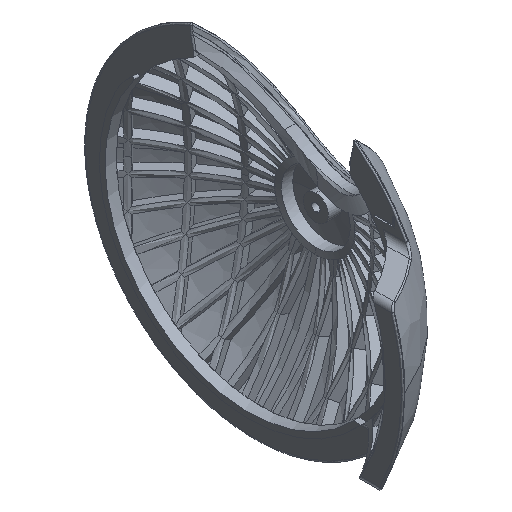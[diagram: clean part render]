
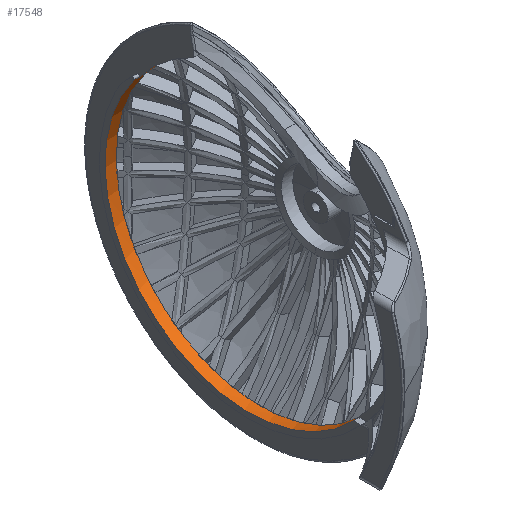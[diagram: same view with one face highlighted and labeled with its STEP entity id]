
A CAD part, isometric view. The second image highlights one B-rep face of the part: STEP entity #17548.
In plain terms, the highlighted cylindrical face has radius 50.964 mm (diameter 101.927 mm), a partial arc.
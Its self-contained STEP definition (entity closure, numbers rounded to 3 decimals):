
#327 = CARTESIAN_POINT ( 'NONE',  ( 52.2, -37.045, -35. ) ) ;
#470 = AXIS2_PLACEMENT_3D ( 'NONE', #22681, #10484, #24721 ) ;
#707 = DIRECTION ( 'NONE',  ( -1., 0., 0. ) ) ;
#936 = EDGE_CURVE ( 'NONE', #2111, #8024, #9230, .T. ) ;
#1163 = VERTEX_POINT ( 'NONE', #2422 ) ;
#1262 = EDGE_CURVE ( 'NONE', #2111, #9601, #7340, .T. ) ;
#1429 = AXIS2_PLACEMENT_3D ( 'NONE', #19798, #7607, #21868 ) ;
#2111 = VERTEX_POINT ( 'NONE', #12556 ) ;
#2162 = CARTESIAN_POINT ( 'NONE',  ( 50.2, -33.78, 38.16 ) ) ;
#2422 = CARTESIAN_POINT ( 'NONE',  ( 48.2, -37.045, -35. ) ) ;
#4561 = CARTESIAN_POINT ( 'NONE',  ( 52.2, -33.78, 38.16 ) ) ;
#5032 = CARTESIAN_POINT ( 'NONE',  ( 50.2, 40.762, 30.59 ) ) ;
#5071 = AXIS2_PLACEMENT_3D ( 'NONE', #6391, #20701, #8496 ) ;
#5208 = EDGE_CURVE ( 'NONE', #1163, #26604, #25048, .T. ) ;
#6391 = CARTESIAN_POINT ( 'NONE',  ( 48.2, 0., 0. ) ) ;
#6473 = CARTESIAN_POINT ( 'NONE',  ( 48.2, 40.762, 30.59 ) ) ;
#6484 = EDGE_CURVE ( 'NONE', #9601, #23402, #20130, .T. ) ;
#6700 = LINE ( 'NONE', #25318, #7082 ) ;
#6741 = EDGE_LOOP ( 'NONE', ( #12447, #12877, #13468, #14088, #14669, #15280, #15607, #15953 ) ) ;
#7042 = VECTOR ( 'NONE', #26651, 1000. ) ;
#7082 = VECTOR ( 'NONE', #13104, 1000. ) ;
#7197 = VERTEX_POINT ( 'NONE', #2162 ) ;
#7340 = LINE ( 'NONE', #26626, #7042 ) ;
#7570 = VERTEX_POINT ( 'NONE', #15883 ) ;
#7607 = DIRECTION ( 'NONE',  ( -1., 0., 0. ) ) ;
#7899 = CIRCLE ( 'NONE', #470, 50.964 ) ;
#7957 = EDGE_CURVE ( 'NONE', #26604, #8024, #16008, .T. ) ;
#8024 = VERTEX_POINT ( 'NONE', #5032 ) ;
#8496 = DIRECTION ( 'NONE',  ( 0., 0., 1. ) ) ;
#8529 = AXIS2_PLACEMENT_3D ( 'NONE', #21546, #707, #15352 ) ;
#9044 = CARTESIAN_POINT ( 'NONE',  ( 52.2, 40.762, 30.59 ) ) ;
#9230 = CIRCLE ( 'NONE', #14871, 50.964 ) ;
#9601 = VERTEX_POINT ( 'NONE', #20533 ) ;
#10484 = DIRECTION ( 'NONE',  ( -1., 0., 0. ) ) ;
#11853 = EDGE_CURVE ( 'NONE', #7197, #23402, #6700, .T. ) ;
#12447 = ORIENTED_EDGE ( 'NONE', *, *, #11853, .T. ) ;
#12556 = CARTESIAN_POINT ( 'NONE',  ( 50.2, 21.515, 46.2 ) ) ;
#12877 = ORIENTED_EDGE ( 'NONE', *, *, #6484, .F. ) ;
#13104 = DIRECTION ( 'NONE',  ( 1., 0., 0. ) ) ;
#13468 = ORIENTED_EDGE ( 'NONE', *, *, #1262, .F. ) ;
#14088 = ORIENTED_EDGE ( 'NONE', *, *, #936, .T. ) ;
#14601 = CYLINDRICAL_SURFACE ( 'NONE', #8529, 50.964 ) ;
#14669 = ORIENTED_EDGE ( 'NONE', *, *, #7957, .F. ) ;
#14871 = AXIS2_PLACEMENT_3D ( 'NONE', #18123, #18066, #17921 ) ;
#14982 = DIRECTION ( 'NONE',  ( -1., 0., 0. ) ) ;
#15137 = FACE_OUTER_BOUND ( 'NONE', #6741, .T. ) ;
#15280 = ORIENTED_EDGE ( 'NONE', *, *, #5208, .F. ) ;
#15352 = DIRECTION ( 'NONE',  ( 0., 0., 1. ) ) ;
#15537 = LINE ( 'NONE', #327, #16813 ) ;
#15607 = ORIENTED_EDGE ( 'NONE', *, *, #17448, .F. ) ;
#15883 = CARTESIAN_POINT ( 'NONE',  ( 50.2, -37.045, -35. ) ) ;
#15944 = VECTOR ( 'NONE', #21229, 1000. ) ;
#15953 = ORIENTED_EDGE ( 'NONE', *, *, #21459, .T. ) ;
#16008 = LINE ( 'NONE', #9044, #15944 ) ;
#16813 = VECTOR ( 'NONE', #14982, 1000. ) ;
#17448 = EDGE_CURVE ( 'NONE', #7570, #1163, #15537, .T. ) ;
#17548 = ADVANCED_FACE ( 'NONE', ( #15137 ), #14601, .F. ) ;
#17921 = DIRECTION ( 'NONE',  ( 0., 0., 1. ) ) ;
#18066 = DIRECTION ( 'NONE',  ( -1., 0., 0. ) ) ;
#18123 = CARTESIAN_POINT ( 'NONE',  ( 50.2, 0., 0. ) ) ;
#19798 = CARTESIAN_POINT ( 'NONE',  ( 52.2, 0., 0. ) ) ;
#20130 = CIRCLE ( 'NONE', #1429, 50.964 ) ;
#20533 = CARTESIAN_POINT ( 'NONE',  ( 52.2, 21.515, 46.2 ) ) ;
#20701 = DIRECTION ( 'NONE',  ( 1., 0., 0. ) ) ;
#21229 = DIRECTION ( 'NONE',  ( 1., 0., 0. ) ) ;
#21459 = EDGE_CURVE ( 'NONE', #7570, #7197, #7899, .T. ) ;
#21546 = CARTESIAN_POINT ( 'NONE',  ( 52.2, 0., 0. ) ) ;
#21868 = DIRECTION ( 'NONE',  ( 0., 0., 1. ) ) ;
#22681 = CARTESIAN_POINT ( 'NONE',  ( 50.2, 0., 0. ) ) ;
#23402 = VERTEX_POINT ( 'NONE', #4561 ) ;
#24721 = DIRECTION ( 'NONE',  ( 0., 0., 1. ) ) ;
#25048 = CIRCLE ( 'NONE', #5071, 50.964 ) ;
#25318 = CARTESIAN_POINT ( 'NONE',  ( 51.2, -33.78, 38.16 ) ) ;
#26604 = VERTEX_POINT ( 'NONE', #6473 ) ;
#26626 = CARTESIAN_POINT ( 'NONE',  ( 52.2, 21.515, 46.2 ) ) ;
#26651 = DIRECTION ( 'NONE',  ( 1., 0., 0. ) ) ;
